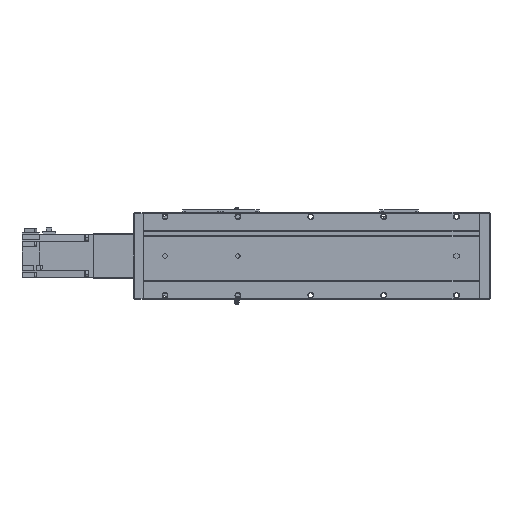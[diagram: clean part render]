
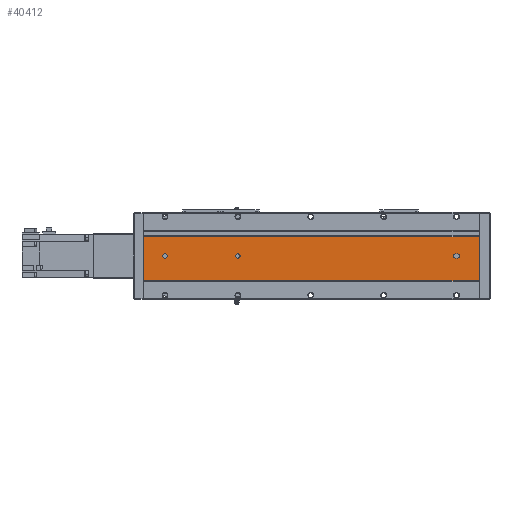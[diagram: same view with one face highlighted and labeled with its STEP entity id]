
A CAD part, front view. The second image highlights one B-rep face of the part: STEP entity #40412.
In plain terms, the highlighted planar face has unit normal (0, -1, 0).
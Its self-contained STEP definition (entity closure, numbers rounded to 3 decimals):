
#819 = CARTESIAN_POINT ( 'NONE',  ( 130., 1., 0. ) ) ;
#1464 = CARTESIAN_POINT ( 'NONE',  ( 461., 1., -3. ) ) ;
#2233 = VECTOR ( 'NONE', #38699, 1000. ) ;
#2651 = CARTESIAN_POINT ( 'NONE',  ( 431., 1., 0. ) ) ;
#2795 = CARTESIAN_POINT ( 'NONE',  ( 429., 1., 0. ) ) ;
#2860 = CARTESIAN_POINT ( 'NONE',  ( 461., 1., 26.542 ) ) ;
#3178 = FACE_BOUND ( 'NONE', #15076, .T. ) ;
#3199 = CARTESIAN_POINT ( 'NONE',  ( 429., 1., 3. ) ) ;
#3499 = AXIS2_PLACEMENT_3D ( 'NONE', #29686, #12012, #30935 ) ;
#4182 = VERTEX_POINT ( 'NONE', #16874 ) ;
#4244 = EDGE_CURVE ( 'NONE', #16500, #41010, #17710, .T. ) ;
#4302 = ORIENTED_EDGE ( 'NONE', *, *, #30259, .F. ) ;
#4421 = CIRCLE ( 'NONE', #28216, 3. ) ;
#5744 = PLANE ( 'NONE',  #40479 ) ;
#5959 = CARTESIAN_POINT ( 'NONE',  ( 461., 1., 3. ) ) ;
#6114 = CARTESIAN_POINT ( 'NONE',  ( 431., 1., -3. ) ) ;
#6676 = ORIENTED_EDGE ( 'NONE', *, *, #40116, .T. ) ;
#7222 = CARTESIAN_POINT ( 'NONE',  ( 461., 1., -34. ) ) ;
#7582 = ORIENTED_EDGE ( 'NONE', *, *, #10375, .F. ) ;
#7709 = VERTEX_POINT ( 'NONE', #41487 ) ;
#7847 = EDGE_CURVE ( 'NONE', #28598, #30036, #35900, .T. ) ;
#8921 = FACE_BOUND ( 'NONE', #11159, .T. ) ;
#9134 = AXIS2_PLACEMENT_3D ( 'NONE', #29230, #31801, #19483 ) ;
#9554 = DIRECTION ( 'NONE',  ( 0., -1., 0. ) ) ;
#9872 = LINE ( 'NONE', #2860, #16011 ) ;
#9886 = EDGE_CURVE ( 'NONE', #18648, #28598, #4421, .T. ) ;
#10176 = EDGE_CURVE ( 'NONE', #7709, #21413, #24181, .T. ) ;
#10375 = EDGE_CURVE ( 'NONE', #4182, #16755, #15280, .T. ) ;
#10478 = CARTESIAN_POINT ( 'NONE',  ( 130., 1., -3. ) ) ;
#10493 = VECTOR ( 'NONE', #20211, 1000. ) ;
#11159 = EDGE_LOOP ( 'NONE', ( #16850, #41824 ) ) ;
#11191 = DIRECTION ( 'NONE',  ( 0., 0., 1. ) ) ;
#11278 = CIRCLE ( 'NONE', #16744, 3. ) ;
#12012 = DIRECTION ( 'NONE',  ( 0., -1., 0. ) ) ;
#12349 = CARTESIAN_POINT ( 'NONE',  ( 130., 1., 3. ) ) ;
#12423 = DIRECTION ( 'NONE',  ( 0., 0., 1. ) ) ;
#14831 = DIRECTION ( 'NONE',  ( 0., -1., 0. ) ) ;
#14884 = LINE ( 'NONE', #1464, #15072 ) ;
#15016 = CARTESIAN_POINT ( 'NONE',  ( 0., 1., 26.542 ) ) ;
#15072 = VECTOR ( 'NONE', #21490, 1000. ) ;
#15076 = EDGE_LOOP ( 'NONE', ( #7582, #25525 ) ) ;
#15148 = EDGE_CURVE ( 'NONE', #30036, #35253, #11278, .T. ) ;
#15280 = CIRCLE ( 'NONE', #9134, 3. ) ;
#16011 = VECTOR ( 'NONE', #35814, 1000. ) ;
#16500 = VERTEX_POINT ( 'NONE', #40442 ) ;
#16744 = AXIS2_PLACEMENT_3D ( 'NONE', #2795, #21969, #28537 ) ;
#16747 = EDGE_CURVE ( 'NONE', #22834, #41603, #33887, .T. ) ;
#16755 = VERTEX_POINT ( 'NONE', #25963 ) ;
#16850 = ORIENTED_EDGE ( 'NONE', *, *, #21129, .F. ) ;
#16874 = CARTESIAN_POINT ( 'NONE',  ( 30., 1., -3. ) ) ;
#17710 = LINE ( 'NONE', #40478, #35997 ) ;
#17919 = ORIENTED_EDGE ( 'NONE', *, *, #4244, .F. ) ;
#18648 = VERTEX_POINT ( 'NONE', #6114 ) ;
#18833 = EDGE_CURVE ( 'NONE', #16755, #4182, #29961, .T. ) ;
#19144 = CARTESIAN_POINT ( 'NONE',  ( 461., 1., 26.542 ) ) ;
#19483 = DIRECTION ( 'NONE',  ( 0., 0., 1. ) ) ;
#19716 = CARTESIAN_POINT ( 'NONE',  ( 461., 1., -34. ) ) ;
#20211 = DIRECTION ( 'NONE',  ( -1., 0., 0. ) ) ;
#21129 = EDGE_CURVE ( 'NONE', #41603, #22834, #31396, .T. ) ;
#21132 = ORIENTED_EDGE ( 'NONE', *, *, #10176, .T. ) ;
#21413 = VERTEX_POINT ( 'NONE', #24661 ) ;
#21490 = DIRECTION ( 'NONE',  ( 1., 0., 0. ) ) ;
#21790 = EDGE_LOOP ( 'NONE', ( #33107, #41980, #35581, #24769 ) ) ;
#21969 = DIRECTION ( 'NONE',  ( 0., -1., 0. ) ) ;
#22834 = VERTEX_POINT ( 'NONE', #12349 ) ;
#24181 = LINE ( 'NONE', #15016, #25544 ) ;
#24391 = DIRECTION ( 'NONE',  ( 0., 0., -1. ) ) ;
#24629 = AXIS2_PLACEMENT_3D ( 'NONE', #40355, #14831, #11191 ) ;
#24661 = CARTESIAN_POINT ( 'NONE',  ( 0., 1., -34. ) ) ;
#24769 = ORIENTED_EDGE ( 'NONE', *, *, #9886, .F. ) ;
#24786 = CARTESIAN_POINT ( 'NONE',  ( 429., 1., -3. ) ) ;
#25334 = FACE_BOUND ( 'NONE', #21790, .T. ) ;
#25525 = ORIENTED_EDGE ( 'NONE', *, *, #18833, .F. ) ;
#25544 = VECTOR ( 'NONE', #24391, 1000. ) ;
#25963 = CARTESIAN_POINT ( 'NONE',  ( 30., 1., 3. ) ) ;
#27514 = EDGE_CURVE ( 'NONE', #35253, #18648, #14884, .T. ) ;
#28216 = AXIS2_PLACEMENT_3D ( 'NONE', #2651, #28592, #12423 ) ;
#28293 = DIRECTION ( 'NONE',  ( 1., 0., 0. ) ) ;
#28537 = DIRECTION ( 'NONE',  ( 0., 0., 1. ) ) ;
#28592 = DIRECTION ( 'NONE',  ( 0., -1., 0. ) ) ;
#28598 = VERTEX_POINT ( 'NONE', #42005 ) ;
#29230 = CARTESIAN_POINT ( 'NONE',  ( 30., 1., 0. ) ) ;
#29686 = CARTESIAN_POINT ( 'NONE',  ( 30., 1., 0. ) ) ;
#29961 = CIRCLE ( 'NONE', #3499, 3. ) ;
#30036 = VERTEX_POINT ( 'NONE', #3199 ) ;
#30259 = EDGE_CURVE ( 'NONE', #41010, #21413, #33569, .T. ) ;
#30935 = DIRECTION ( 'NONE',  ( 0., 0., 1. ) ) ;
#31396 = CIRCLE ( 'NONE', #24629, 3. ) ;
#31801 = DIRECTION ( 'NONE',  ( 0., -1., 0. ) ) ;
#31869 = AXIS2_PLACEMENT_3D ( 'NONE', #819, #9554, #36118 ) ;
#31884 = FACE_OUTER_BOUND ( 'NONE', #38577, .T. ) ;
#33107 = ORIENTED_EDGE ( 'NONE', *, *, #27514, .F. ) ;
#33569 = LINE ( 'NONE', #7222, #10493 ) ;
#33887 = CIRCLE ( 'NONE', #31869, 3. ) ;
#35253 = VERTEX_POINT ( 'NONE', #24786 ) ;
#35581 = ORIENTED_EDGE ( 'NONE', *, *, #7847, .F. ) ;
#35814 = DIRECTION ( 'NONE',  ( -1., 0., 0. ) ) ;
#35900 = LINE ( 'NONE', #5959, #2233 ) ;
#35997 = VECTOR ( 'NONE', #41327, 1000. ) ;
#36118 = DIRECTION ( 'NONE',  ( 0., 0., 1. ) ) ;
#38577 = EDGE_LOOP ( 'NONE', ( #21132, #4302, #17919, #6676 ) ) ;
#38699 = DIRECTION ( 'NONE',  ( -1., 0., 0. ) ) ;
#38704 = DIRECTION ( 'NONE',  ( 0., 1., 0. ) ) ;
#40116 = EDGE_CURVE ( 'NONE', #16500, #7709, #9872, .T. ) ;
#40355 = CARTESIAN_POINT ( 'NONE',  ( 130., 1., 0. ) ) ;
#40412 = ADVANCED_FACE ( 'NONE', ( #31884, #3178, #8921, #25334 ), #5744, .F. ) ;
#40442 = CARTESIAN_POINT ( 'NONE',  ( 461., 1., 26.542 ) ) ;
#40478 = CARTESIAN_POINT ( 'NONE',  ( 461., 1., 26.542 ) ) ;
#40479 = AXIS2_PLACEMENT_3D ( 'NONE', #19144, #38704, #28293 ) ;
#41010 = VERTEX_POINT ( 'NONE', #19716 ) ;
#41327 = DIRECTION ( 'NONE',  ( 0., 0., -1. ) ) ;
#41487 = CARTESIAN_POINT ( 'NONE',  ( 0., 1., 26.542 ) ) ;
#41603 = VERTEX_POINT ( 'NONE', #10478 ) ;
#41824 = ORIENTED_EDGE ( 'NONE', *, *, #16747, .F. ) ;
#41980 = ORIENTED_EDGE ( 'NONE', *, *, #15148, .F. ) ;
#42005 = CARTESIAN_POINT ( 'NONE',  ( 431., 1., 3. ) ) ;
